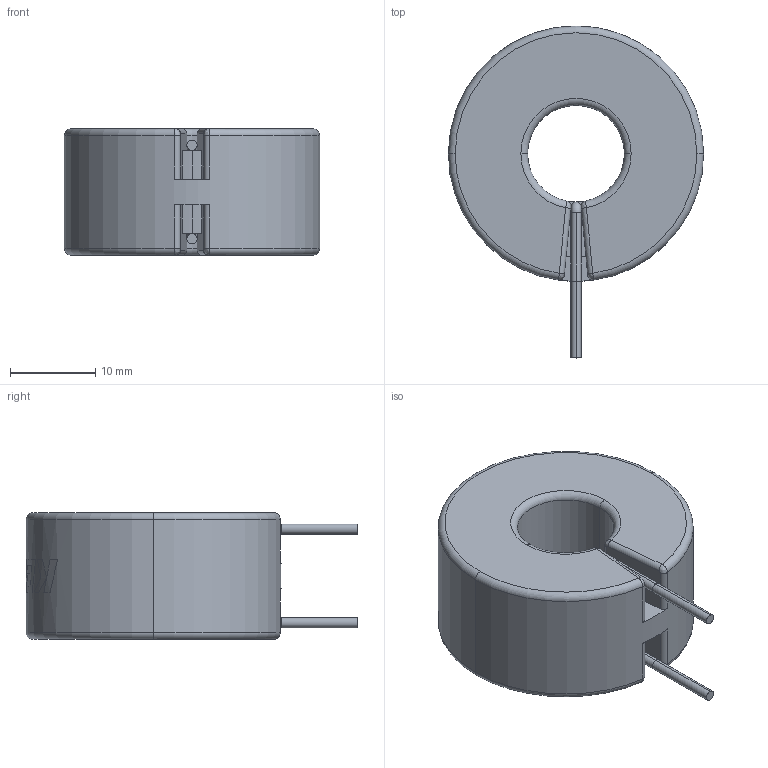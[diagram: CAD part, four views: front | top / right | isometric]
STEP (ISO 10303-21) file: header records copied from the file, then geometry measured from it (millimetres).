
FILE_DESCRIPTION (( 'STEP AP214' ), '1' );
FILE_NAME ('SHBC13-1R2A0045V.STEP', '2019-01-29T06:23:47', ( '' ), ( '' ), 'SwSTEP 2.0', 'SolidWorks 2018', '' );
FILE_SCHEMA (( 'AUTOMOTIVE_DESIGN' ));
Length unit declared in the file: millimetre
Products named in the file (1): SHBC13-1R2A0045V
Bounding box: 30 x 39 x 14.9 mm (x, y, z)
Volume: 8866.5 mm3; surface area: 3334 mm2
Topology: 1 solids, 1 shells, 78 faces, 246 edges, 167 vertices
Faces by surface type: cylinder 42, plane 14, torus 14, bspline 8
Entity records: 3909 total; most frequent: CARTESIAN_POINT 917, ORIENTED_EDGE 484, DIRECTION 411, EDGE_CURVE 242, AXIS2_PLACEMENT_3D 171, VERTEX_POINT 167, CIRCLE 100, EDGE_LOOP 81
